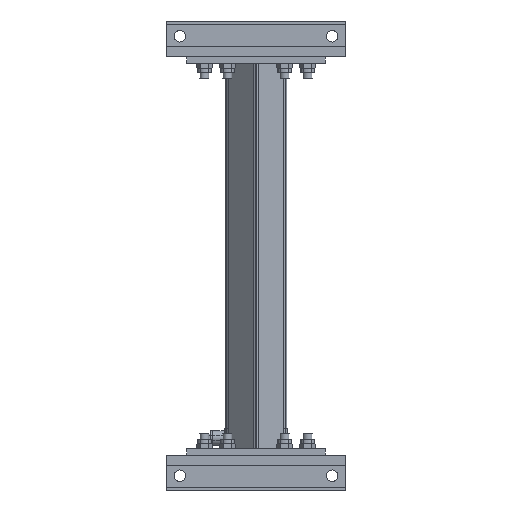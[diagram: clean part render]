
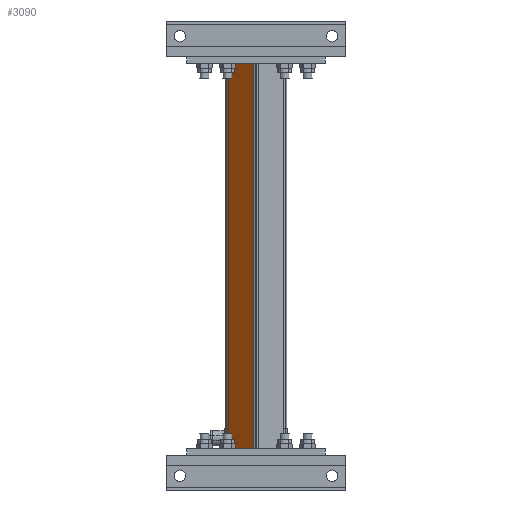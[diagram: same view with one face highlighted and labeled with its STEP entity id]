
A CAD part, left-side view. The second image highlights one B-rep face of the part: STEP entity #3090.
In plain terms, the highlighted face is planar.
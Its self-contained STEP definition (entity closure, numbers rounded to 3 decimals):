
#3090=ADVANCED_FACE('',(#5596),#5597,.T.);
#5596=FACE_OUTER_BOUND('',#8140,.T.);
#5597=PLANE('',#8141);
#8140=EDGE_LOOP('',(#11904,#11905,#11906,#11907));
#8141=AXIS2_PLACEMENT_3D('',#11908,#11909,#11910);
#11904=ORIENTED_EDGE('',*,*,#15950,.T.);
#11905=ORIENTED_EDGE('',*,*,#15951,.F.);
#11906=ORIENTED_EDGE('',*,*,#15952,.T.);
#11907=ORIENTED_EDGE('',*,*,#15923,.T.);
#11908=CARTESIAN_POINT('',(50.,0.,0.));
#11909=DIRECTION('',(1.,0.,0.));
#11910=DIRECTION('',(0.,1.,0.));
#15923=EDGE_CURVE('',#18680,#18678,#18681,.T.);
#15950=EDGE_CURVE('',#18678,#18721,#18722,.T.);
#15951=EDGE_CURVE('',#18723,#18721,#18724,.T.);
#15952=EDGE_CURVE('',#18723,#18680,#18725,.T.);
#18678=VERTEX_POINT('',#24558);
#18680=VERTEX_POINT('',#24560);
#18681=LINE('',#24561,#24562);
#18721=VERTEX_POINT('',#24638);
#18722=LINE('',#24639,#24640);
#18723=VERTEX_POINT('',#24641);
#18724=LINE('',#24642,#24643);
#18725=LINE('',#24644,#24645);
#24558=CARTESIAN_POINT('',(50.,41.,835.));
#24560=CARTESIAN_POINT('',(50.,41.,0.));
#24561=CARTESIAN_POINT('',(50.,41.,0.));
#24562=VECTOR('',#27713,1.);
#24638=CARTESIAN_POINT('',(50.,-41.,835.));
#24639=CARTESIAN_POINT('',(50.,-41.,835.));
#24640=VECTOR('',#27747,1.);
#24641=CARTESIAN_POINT('',(50.,-41.,0.));
#24642=CARTESIAN_POINT('',(50.,-41.,0.));
#24643=VECTOR('',#27748,1.);
#24644=CARTESIAN_POINT('',(50.,-41.,0.));
#24645=VECTOR('',#27749,1.);
#27713=DIRECTION('',(0.,0.,1.));
#27747=DIRECTION('',(0.,-1.,0.));
#27748=DIRECTION('',(0.,0.,1.));
#27749=DIRECTION('',(0.,1.,0.));
